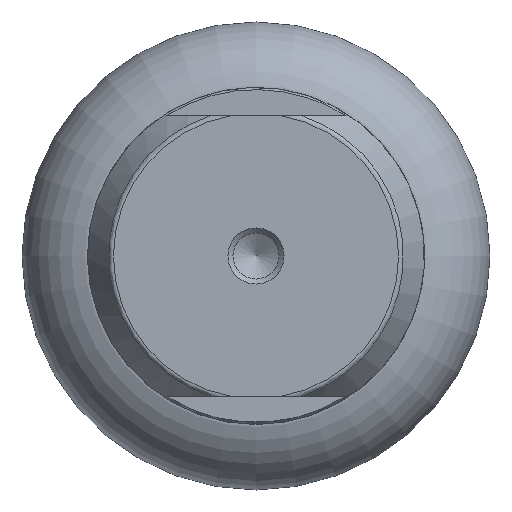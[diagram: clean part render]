
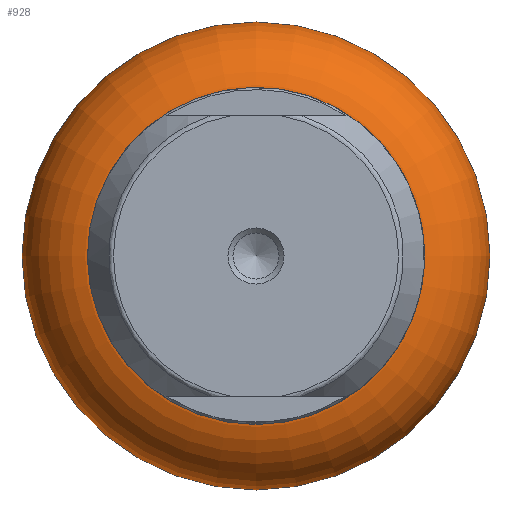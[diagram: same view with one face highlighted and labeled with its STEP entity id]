
A CAD part, front view. The second image highlights one B-rep face of the part: STEP entity #928.
In plain terms, the highlighted toroidal (fillet/blend) face has major radius 8 mm and minor radius 4.5 mm.
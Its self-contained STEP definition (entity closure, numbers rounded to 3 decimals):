
#137=TOROIDAL_SURFACE('',#1104,8.,4.5);
#316=ORIENTED_EDGE('',*,*,#441,.T.);
#317=ORIENTED_EDGE('',*,*,#443,.F.);
#441=EDGE_CURVE('',#533,#533,#605,.T.);
#443=EDGE_CURVE('',#535,#535,#607,.T.);
#533=VERTEX_POINT('',#1655);
#535=VERTEX_POINT('',#1661);
#605=CIRCLE('',#1099,8.);
#607=CIRCLE('',#1103,8.);
#712=EDGE_LOOP('',(#316));
#713=EDGE_LOOP('',(#317));
#834=FACE_BOUND('',#712,.T.);
#835=FACE_BOUND('',#713,.T.);
#928=ADVANCED_FACE('',(#834,#835),#137,.T.);
#1099=AXIS2_PLACEMENT_3D('',#1654,#1355,#1356);
#1103=AXIS2_PLACEMENT_3D('',#1660,#1363,#1364);
#1104=AXIS2_PLACEMENT_3D('',#1662,#1365,#1366);
#1355=DIRECTION('',(0.,-1.,0.));
#1356=DIRECTION('',(0.,0.,-1.));
#1363=DIRECTION('',(0.,-1.,0.));
#1364=DIRECTION('',(0.,0.,-1.));
#1365=DIRECTION('',(0.,-1.,0.));
#1366=DIRECTION('',(0.,0.,-1.));
#1654=CARTESIAN_POINT('',(0.,4.5,0.));
#1655=CARTESIAN_POINT('',(0.,4.5,-8.));
#1660=CARTESIAN_POINT('',(0.,-4.5,0.));
#1661=CARTESIAN_POINT('',(0.,-4.5,-8.));
#1662=CARTESIAN_POINT('',(0.,0.,0.));
